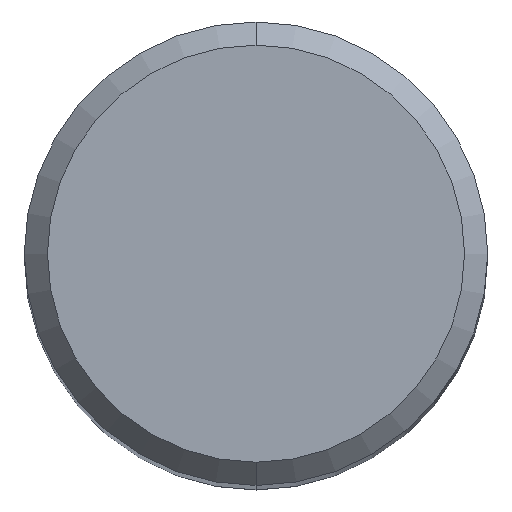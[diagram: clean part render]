
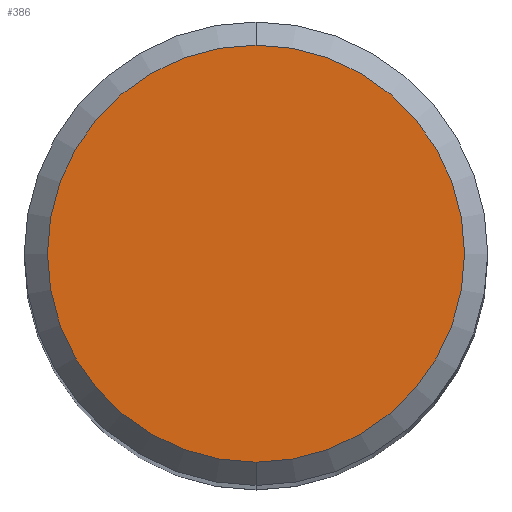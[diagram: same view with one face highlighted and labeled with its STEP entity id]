
A CAD part, top view. The second image highlights one B-rep face of the part: STEP entity #386.
In plain terms, the highlighted planar face has unit normal (0, 0, 1).
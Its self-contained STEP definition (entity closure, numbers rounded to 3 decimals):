
#262=VERTEX_POINT('',#570);
#276=VERTEX_POINT('',#586);
#290=EDGE_CURVE('',#276,#262,#600,.T.);
#334=EDGE_CURVE('',#262,#276,#651,.T.);
#386=ADVANCED_FACE('',(#708),#709,.T.);
#570=CARTESIAN_POINT('',(0.0,5.4,0.0));
#586=CARTESIAN_POINT('',(0.,-5.4,0.0));
#600=CIRCLE('',#1098,5.4);
#651=CIRCLE('',#1179,5.4);
#708=FACE_OUTER_BOUND('',#1295,.T.);
#709=PLANE('',#1296);
#1098=AXIS2_PLACEMENT_3D('',#1607,#1608,#1609);
#1179=AXIS2_PLACEMENT_3D('',#1688,#1689,#1690);
#1295=EDGE_LOOP('',(#1756,#1757));
#1296=AXIS2_PLACEMENT_3D('',#1758,#1759,#1760);
#1607=CARTESIAN_POINT('',(0.0,0.0,0.0));
#1608=DIRECTION('',(0.0,0.0,-1.0));
#1609=DIRECTION('',(0.0,1.0,0.0));
#1688=CARTESIAN_POINT('',(0.0,0.0,0.0));
#1689=DIRECTION('',(0.0,0.0,-1.0));
#1690=DIRECTION('',(0.0,1.0,0.0));
#1756=ORIENTED_EDGE('',*,*,#334,.F.);
#1757=ORIENTED_EDGE('',*,*,#290,.F.);
#1758=CARTESIAN_POINT('',(0.0,2.7,0.0));
#1759=DIRECTION('',(-0.0,0.0,1.0));
#1760=DIRECTION('',(0.0,-1.0,0.0));
